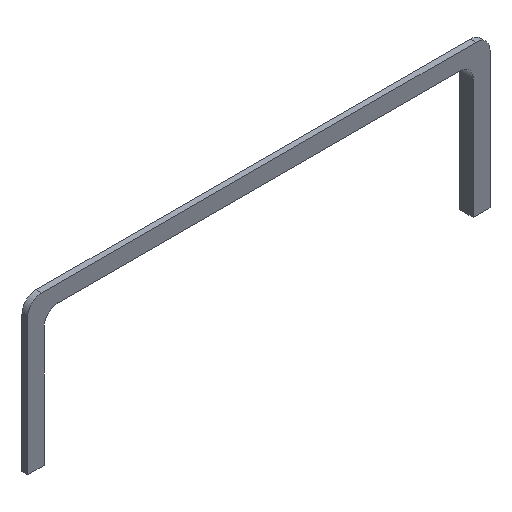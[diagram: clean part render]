
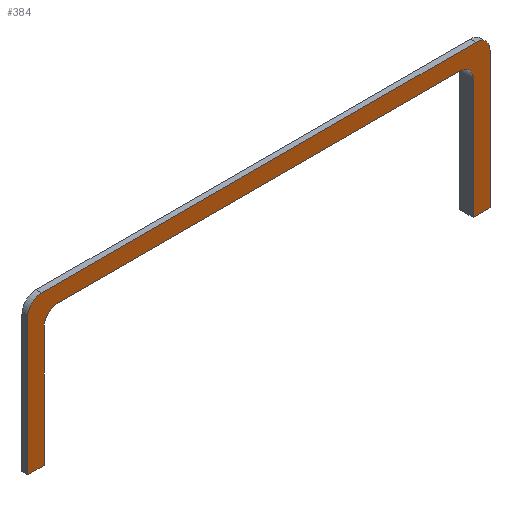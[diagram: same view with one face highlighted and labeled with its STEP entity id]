
A CAD part, isometric view. The second image highlights one B-rep face of the part: STEP entity #384.
In plain terms, the highlighted planar face has unit normal (0, -1, 0).
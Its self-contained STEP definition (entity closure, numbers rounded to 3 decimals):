
#24=PLANE('',#430);
#44=FACE_OUTER_BOUND('',#64,.T.);
#64=EDGE_LOOP('',(#331,#332,#333,#334,#335,#336,#337,#338,#339,#340,#341,
#342));
#73=LINE('',#558,#115);
#94=LINE('',#617,#136);
#101=LINE('',#632,#143);
#104=LINE('',#640,#146);
#106=LINE('',#643,#148);
#107=LINE('',#645,#149);
#108=LINE('',#647,#150);
#109=LINE('',#648,#151);
#115=VECTOR('',#449,10.);
#136=VECTOR('',#498,10.);
#143=VECTOR('',#515,10.);
#146=VECTOR('',#524,10.);
#148=VECTOR('',#528,10.);
#149=VECTOR('',#531,10.);
#150=VECTOR('',#532,10.);
#151=VECTOR('',#533,10.);
#153=CIRCLE('',#404,5.);
#162=CIRCLE('',#419,5.);
#163=CIRCLE('',#424,5.);
#164=CIRCLE('',#427,5.);
#165=VERTEX_POINT('',#545);
#166=VERTEX_POINT('',#546);
#170=VERTEX_POINT('',#556);
#192=VERTEX_POINT('',#610);
#193=VERTEX_POINT('',#611);
#194=VERTEX_POINT('',#616);
#195=VERTEX_POINT('',#625);
#196=VERTEX_POINT('',#626);
#197=VERTEX_POINT('',#631);
#198=VERTEX_POINT('',#635);
#199=VERTEX_POINT('',#639);
#200=VERTEX_POINT('',#646);
#201=EDGE_CURVE('',#165,#166,#153,.T.);
#207=EDGE_CURVE('',#165,#170,#73,.T.);
#233=EDGE_CURVE('',#192,#193,#162,.T.);
#236=EDGE_CURVE('',#194,#193,#94,.T.);
#241=EDGE_CURVE('',#195,#196,#163,.T.);
#244=EDGE_CURVE('',#197,#196,#101,.T.);
#246=EDGE_CURVE('',#197,#198,#164,.T.);
#248=EDGE_CURVE('',#199,#198,#104,.T.);
#250=EDGE_CURVE('',#192,#166,#106,.T.);
#251=EDGE_CURVE('',#170,#199,#107,.T.);
#252=EDGE_CURVE('',#195,#200,#108,.T.);
#253=EDGE_CURVE('',#200,#194,#109,.T.);
#331=ORIENTED_EDGE('',*,*,#201,.F.);
#332=ORIENTED_EDGE('',*,*,#207,.T.);
#333=ORIENTED_EDGE('',*,*,#251,.T.);
#334=ORIENTED_EDGE('',*,*,#248,.T.);
#335=ORIENTED_EDGE('',*,*,#246,.F.);
#336=ORIENTED_EDGE('',*,*,#244,.T.);
#337=ORIENTED_EDGE('',*,*,#241,.F.);
#338=ORIENTED_EDGE('',*,*,#252,.T.);
#339=ORIENTED_EDGE('',*,*,#253,.T.);
#340=ORIENTED_EDGE('',*,*,#236,.T.);
#341=ORIENTED_EDGE('',*,*,#233,.F.);
#342=ORIENTED_EDGE('',*,*,#250,.T.);
#384=ADVANCED_FACE('',(#44),#24,.T.);
#404=AXIS2_PLACEMENT_3D('',#547,#439,#440);
#419=AXIS2_PLACEMENT_3D('',#612,#492,#493);
#424=AXIS2_PLACEMENT_3D('',#627,#509,#510);
#427=AXIS2_PLACEMENT_3D('',#636,#519,#520);
#430=AXIS2_PLACEMENT_3D('',#644,#529,#530);
#439=DIRECTION('center_axis',(0.,1.,0.));
#440=DIRECTION('ref_axis',(-0.707,0.,0.707));
#449=DIRECTION('',(0.,0.,-1.));
#492=DIRECTION('center_axis',(0.,1.,0.));
#493=DIRECTION('ref_axis',(0.707,0.,0.707));
#498=DIRECTION('',(0.,0.,1.));
#509=DIRECTION('center_axis',(0.,-1.,0.));
#510=DIRECTION('ref_axis',(0.707,0.,0.707));
#515=DIRECTION('',(1.,0.,0.));
#519=DIRECTION('center_axis',(0.,-1.,0.));
#520=DIRECTION('ref_axis',(-0.707,0.,0.707));
#524=DIRECTION('',(0.,0.,1.));
#528=DIRECTION('',(-1.,0.,0.));
#529=DIRECTION('center_axis',(0.,-1.,0.));
#530=DIRECTION('ref_axis',(0.,0.,-1.));
#531=DIRECTION('',(1.,0.,0.));
#532=DIRECTION('',(0.,0.,-1.));
#533=DIRECTION('',(1.,0.,0.));
#545=CARTESIAN_POINT('',(-4.,-2.,49.));
#546=CARTESIAN_POINT('',(1.,-2.,54.));
#547=CARTESIAN_POINT('Origin',(1.,-2.,49.));
#556=CARTESIAN_POINT('',(-4.,-2.,0.));
#558=CARTESIAN_POINT('',(-4.,-2.,54.));
#610=CARTESIAN_POINT('',(157.,-2.,54.));
#611=CARTESIAN_POINT('',(162.,-2.,49.));
#612=CARTESIAN_POINT('Origin',(157.,-2.,49.));
#616=CARTESIAN_POINT('',(162.,-2.,0.));
#617=CARTESIAN_POINT('',(162.,-2.,0.));
#625=CARTESIAN_POINT('',(156.,-2.,43.));
#626=CARTESIAN_POINT('',(151.,-2.,48.));
#627=CARTESIAN_POINT('Origin',(151.,-2.,43.));
#631=CARTESIAN_POINT('',(7.,-2.,48.));
#632=CARTESIAN_POINT('',(156.,-2.,48.));
#635=CARTESIAN_POINT('',(2.,-2.,43.));
#636=CARTESIAN_POINT('Origin',(7.,-2.,43.));
#639=CARTESIAN_POINT('',(2.,-2.,0.));
#640=CARTESIAN_POINT('',(2.,-2.,48.));
#643=CARTESIAN_POINT('',(162.,-2.,54.));
#644=CARTESIAN_POINT('Origin',(79.,-2.,27.));
#645=CARTESIAN_POINT('',(-4.,-2.,0.));
#646=CARTESIAN_POINT('',(156.,-2.,0.));
#647=CARTESIAN_POINT('',(156.,-2.,0.));
#648=CARTESIAN_POINT('',(-4.,-2.,0.));
